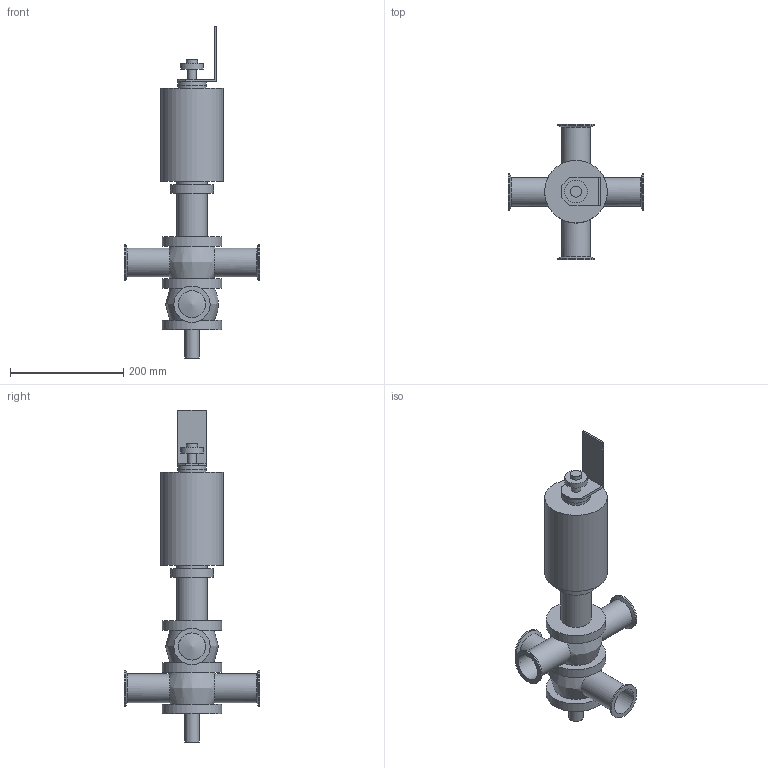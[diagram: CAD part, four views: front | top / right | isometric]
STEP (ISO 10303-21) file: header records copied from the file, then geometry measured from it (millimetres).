
FILE_DESCRIPTION(/* description */ (''),/* implementation_level */ '2;1');
FILE_NAME(/* name */ 'DUC2D_20.stp',/* time_stamp */ '2021-08-23T10:31:00+09:00',/* author */ ('m'),/* organization */ (''),/* preprocessor_version */ 'ST-DEVELOPER v18.1',/* originating_system */ 'Autodesk Inventor 2021',/* authorisation */ '');
FILE_SCHEMA (('AP203_CONFIGURATION_CONTROLLED_3D_DESIGN_OF_MECHANICAL_PARTS_AND_ASSEMBLIES_MIM_LF { 1 0 10303 203 3 1 4 }','AUTOMOTIVE_DESIGN { 1 0 10303 214 3 1 1 }'));
Length unit declared in the file: millimetre
Products named in the file (3): DUC2D_20; DUC2D10MJ000-1P(GR)-CXC-CXC--304-E9D-20; SQLS [SW=0]
Assembly tree (2 placements, depth 2):
  DUC2D_20
    DUC2D10MJ000-1P(GR)-CXC-CXC--304-E9D-20
    SQLS [SW=0]
Bounding box: 240 x 240 x 586.7 mm (x, y, z)
Volume: 3158445.6 mm3; surface area: 315171.5 mm2
Topology: 2 solids, 2 shells, 68 faces, 126 edges, 82 vertices
Faces by surface type: plane 32, cylinder 26, bspline 6, cone 4
Full cylindrical faces by diameter (mm): 16 x1, 19 x1, 19.5 x1, 25 x1, 40 x1, 47.8 x4, 50 x2, 50.8 x4, 54 x2, 64 x4, 76 x1, 105 x3, 110.8 x1
Entity records: 2274 total; most frequent: CARTESIAN_POINT 809, DIRECTION 293, ORIENTED_EDGE 252, EDGE_CURVE 126, AXIS2_PLACEMENT_3D 118, EDGE_LOOP 88, VERTEX_POINT 82, FACE_OUTER_BOUND 68
